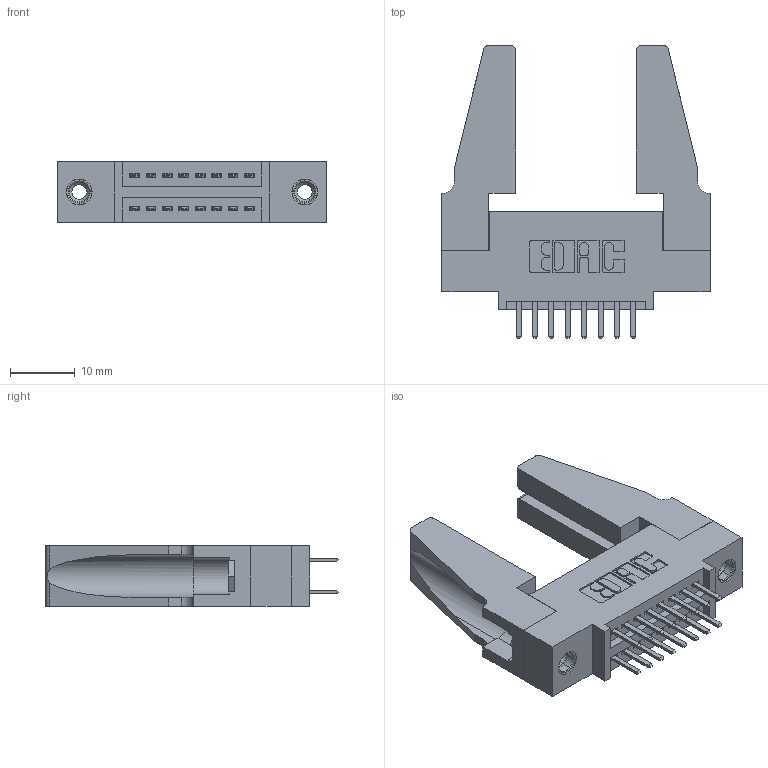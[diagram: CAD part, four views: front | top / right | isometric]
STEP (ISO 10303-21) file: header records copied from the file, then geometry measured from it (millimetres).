
FILE_DESCRIPTION (( 'STEP AP203' ), '1' );
FILE_NAME ('395-016-520-588.STEP', '2019-10-15T17:25:56', ( '' ), ( '' ), 'SwSTEP 2.0', 'SolidWorks 2016', '' );
FILE_SCHEMA (( 'CONFIG_CONTROL_DESIGN' ));
Length unit declared in the file: inch
Products named in the file (5): 345-292-001_345-293-120; 345-250-001_345-250-001-102; 345-220-078_345-220-088; 395-016-520-588; 345 Part_0.110 Offset - 0.156 Dia-TH
Assembly tree (21 placements, depth 2):
  395-016-520-588
    345 Part_0.110 Offset - 0.156 Dia-TH
    345-292-001_345-293-120  x16
    345-250-001_345-250-001-102  x2
    345-220-078_345-220-088  x2
Bounding box: 41.55 x 45.34 x 9.4 mm (x, y, z)
Volume: 6893.1 mm3; surface area: 7923 mm2
Topology: 21 solids, 21 shells, 1118 faces, 3179 edges, 2066 vertices
Faces by surface type: plane 716, cylinder 386, cone 12, torus 4
Entity records: 13248 total; most frequent: CARTESIAN_POINT 2262, ORIENTED_EDGE 2144, DIRECTION 2028, EDGE_CURVE 1072, VECTOR 862, LINE 862, VERTEX_POINT 706, AXIS2_PLACEMENT_3D 583
